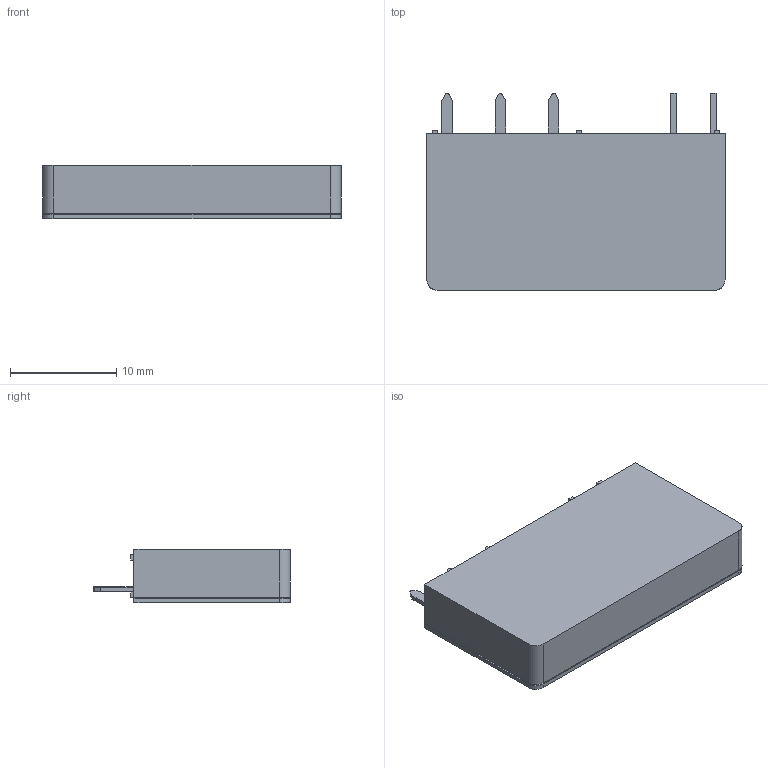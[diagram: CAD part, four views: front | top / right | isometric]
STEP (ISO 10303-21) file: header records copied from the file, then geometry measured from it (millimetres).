
FILE_DESCRIPTION(('STEP AP214'),'2;1');
FILE_NAME('3451_rev01.stp','2012-05-09T14:18:56',(''),(''),'2007.1.106','THINKDESIGN','');
FILE_SCHEMA(('AUTOMOTIVE_DESIGN'));
Length unit declared in the file: millimetre
Products named in the file (1): top
Bounding box: 28 x 18.5 x 5 mm (x, y, z)
Surface area: 1336.9 mm2 (no closed solid volume)
Topology: 0 solids, 0 shells, 84 faces, 440 edges, 444 vertices
Faces by surface type: plane 62, cylinder 14, bspline 8
Entity records: 3856 total; most frequent: CARTESIAN_POINT 1291, DIRECTION 540, COMPOSITE_CURVE_SEGMENT 436, TRIMMED_CURVE 354, VECTOR 322, LINE 322, AXIS2_PLACEMENT_3D 109, STYLED_ITEM 92
